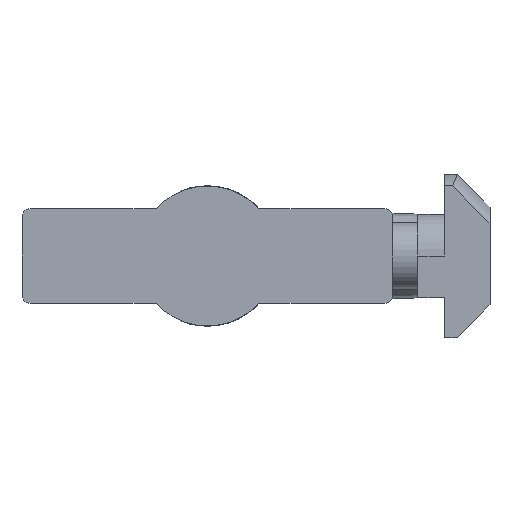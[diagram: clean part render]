
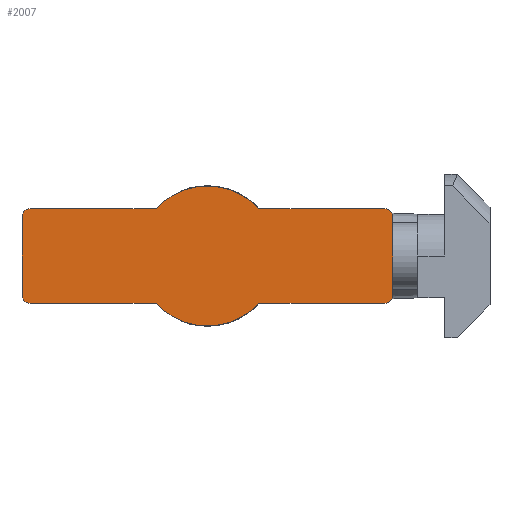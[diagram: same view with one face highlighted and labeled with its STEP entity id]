
A CAD part, front view. The second image highlights one B-rep face of the part: STEP entity #2007.
In plain terms, the highlighted planar face has unit normal (0, -1, 0).
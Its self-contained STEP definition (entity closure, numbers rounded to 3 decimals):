
#71 = LINE ( 'NONE', #4073, #2553 ) ;
#149 = EDGE_CURVE ( 'NONE', #5330, #7799, #2047, .T. ) ;
#342 = EDGE_CURVE ( 'NONE', #5948, #6758, #7527, .T. ) ;
#512 = AXIS2_PLACEMENT_3D ( 'NONE', #3547, #2801, #2088 ) ;
#527 = EDGE_CURVE ( 'NONE', #5073, #3468, #7624, .T. ) ;
#528 = CIRCLE ( 'NONE', #4908, 8.4 ) ;
#805 = EDGE_CURVE ( 'NONE', #1434, #4857, #9175, .T. ) ;
#860 = DIRECTION ( 'NONE',  ( 1., 0., 0. ) ) ;
#882 = CARTESIAN_POINT ( 'NONE',  ( 6.17, -30., -5.7 ) ) ;
#908 = DIRECTION ( 'NONE',  ( 0., 0., -1. ) ) ;
#940 = AXIS2_PLACEMENT_3D ( 'NONE', #6085, #1797, #2512 ) ;
#977 = CARTESIAN_POINT ( 'NONE',  ( -21.3, -30., -5.7 ) ) ;
#1021 = PLANE ( 'NONE',  #940 ) ;
#1271 = VERTEX_POINT ( 'NONE', #5118 ) ;
#1418 = EDGE_CURVE ( 'NONE', #2798, #1271, #2397, .T. ) ;
#1434 = VERTEX_POINT ( 'NONE', #4727 ) ;
#1592 = EDGE_CURVE ( 'NONE', #1271, #5107, #1743, .T. ) ;
#1743 = CIRCLE ( 'NONE', #8048, 8.4 ) ;
#1782 = AXIS2_PLACEMENT_3D ( 'NONE', #8452, #7867, #6327 ) ;
#1797 = DIRECTION ( 'NONE',  ( 0., 1., 0. ) ) ;
#1908 = DIRECTION ( 'NONE',  ( 0., 1., 0. ) ) ;
#1955 = VECTOR ( 'NONE', #2396, 1000. ) ;
#1987 = DIRECTION ( 'NONE',  ( -1., 0., 0. ) ) ;
#2007 = ADVANCED_FACE ( 'NONE', ( #3876 ), #1021, .F. ) ;
#2027 = EDGE_CURVE ( 'NONE', #4110, #1434, #6754, .T. ) ;
#2047 = CIRCLE ( 'NONE', #6198, 1. ) ;
#2088 = DIRECTION ( 'NONE',  ( 0., 0., -1. ) ) ;
#2201 = ORIENTED_EDGE ( 'NONE', *, *, #1418, .F. ) ;
#2284 = LINE ( 'NONE', #5993, #8183 ) ;
#2287 = ORIENTED_EDGE ( 'NONE', *, *, #8857, .F. ) ;
#2395 = CARTESIAN_POINT ( 'NONE',  ( 22.3, -30., 4.7 ) ) ;
#2396 = DIRECTION ( 'NONE',  ( 0., 0., -1. ) ) ;
#2397 = CIRCLE ( 'NONE', #5653, 8.4 ) ;
#2467 = CARTESIAN_POINT ( 'NONE',  ( -21.3, -30., 4.7 ) ) ;
#2512 = DIRECTION ( 'NONE',  ( 0., 0., 1. ) ) ;
#2553 = VECTOR ( 'NONE', #5379, 1000. ) ;
#2798 = VERTEX_POINT ( 'NONE', #882 ) ;
#2801 = DIRECTION ( 'NONE',  ( 0., 1., 0. ) ) ;
#2950 = VECTOR ( 'NONE', #860, 1000. ) ;
#3050 = CARTESIAN_POINT ( 'NONE',  ( 0., -30., 5.7 ) ) ;
#3227 = CARTESIAN_POINT ( 'NONE',  ( -6.17, -30., 5.7 ) ) ;
#3356 = ORIENTED_EDGE ( 'NONE', *, *, #4155, .F. ) ;
#3428 = VECTOR ( 'NONE', #1987, 1000. ) ;
#3461 = CARTESIAN_POINT ( 'NONE',  ( 0., -30., 0. ) ) ;
#3468 = VERTEX_POINT ( 'NONE', #7381 ) ;
#3547 = CARTESIAN_POINT ( 'NONE',  ( -21.3, -30., -4.7 ) ) ;
#3687 = CARTESIAN_POINT ( 'NONE',  ( 21.3, -30., -5.7 ) ) ;
#3876 = FACE_OUTER_BOUND ( 'NONE', #7022, .T. ) ;
#3938 = DIRECTION ( 'NONE',  ( 1., 0., 0. ) ) ;
#4020 = ORIENTED_EDGE ( 'NONE', *, *, #5461, .F. ) ;
#4044 = CARTESIAN_POINT ( 'NONE',  ( 0., -30., 0. ) ) ;
#4073 = CARTESIAN_POINT ( 'NONE',  ( -22.3, -30., 0. ) ) ;
#4110 = VERTEX_POINT ( 'NONE', #2395 ) ;
#4140 = ORIENTED_EDGE ( 'NONE', *, *, #8389, .F. ) ;
#4155 = EDGE_CURVE ( 'NONE', #5107, #5073, #2284, .T. ) ;
#4447 = VECTOR ( 'NONE', #3938, 1000. ) ;
#4508 = CARTESIAN_POINT ( 'NONE',  ( 0., -30., 0. ) ) ;
#4538 = ORIENTED_EDGE ( 'NONE', *, *, #2027, .F. ) ;
#4548 = CIRCLE ( 'NONE', #5691, 1. ) ;
#4572 = ORIENTED_EDGE ( 'NONE', *, *, #7175, .F. ) ;
#4705 = ORIENTED_EDGE ( 'NONE', *, *, #805, .F. ) ;
#4727 = CARTESIAN_POINT ( 'NONE',  ( 22.3, -30., -4.7 ) ) ;
#4857 = VERTEX_POINT ( 'NONE', #3687 ) ;
#4874 = DIRECTION ( 'NONE',  ( 0., 0., -1. ) ) ;
#4908 = AXIS2_PLACEMENT_3D ( 'NONE', #4508, #8723, #908 ) ;
#5073 = VERTEX_POINT ( 'NONE', #977 ) ;
#5107 = VERTEX_POINT ( 'NONE', #7461 ) ;
#5118 = CARTESIAN_POINT ( 'NONE',  ( 0., -30., -8.4 ) ) ;
#5148 = ORIENTED_EDGE ( 'NONE', *, *, #1592, .F. ) ;
#5330 = VERTEX_POINT ( 'NONE', #6876 ) ;
#5379 = DIRECTION ( 'NONE',  ( 0., 0., 1. ) ) ;
#5461 = EDGE_CURVE ( 'NONE', #4857, #2798, #6036, .T. ) ;
#5549 = LINE ( 'NONE', #6131, #4447 ) ;
#5582 = CARTESIAN_POINT ( 'NONE',  ( 21.3, -30., 5.7 ) ) ;
#5649 = DIRECTION ( 'NONE',  ( 0., 0., -1. ) ) ;
#5653 = AXIS2_PLACEMENT_3D ( 'NONE', #4044, #1908, #9066 ) ;
#5681 = CARTESIAN_POINT ( 'NONE',  ( 21.3, -30., 4.7 ) ) ;
#5691 = AXIS2_PLACEMENT_3D ( 'NONE', #5681, #7847, #5649 ) ;
#5752 = ORIENTED_EDGE ( 'NONE', *, *, #342, .F. ) ;
#5868 = CARTESIAN_POINT ( 'NONE',  ( -21.3, -30., 5.7 ) ) ;
#5875 = ORIENTED_EDGE ( 'NONE', *, *, #149, .F. ) ;
#5948 = VERTEX_POINT ( 'NONE', #7984 ) ;
#5993 = CARTESIAN_POINT ( 'NONE',  ( 0., -30., -5.7 ) ) ;
#5995 = CARTESIAN_POINT ( 'NONE',  ( 22.3, -30., 0. ) ) ;
#6031 = DIRECTION ( 'NONE',  ( -1., 0., 0. ) ) ;
#6036 = LINE ( 'NONE', #6332, #3428 ) ;
#6085 = CARTESIAN_POINT ( 'NONE',  ( 0., -30., 0. ) ) ;
#6131 = CARTESIAN_POINT ( 'NONE',  ( 0., -30., 5.7 ) ) ;
#6198 = AXIS2_PLACEMENT_3D ( 'NONE', #2467, #7482, #6702 ) ;
#6327 = DIRECTION ( 'NONE',  ( 0., 0., -1. ) ) ;
#6332 = CARTESIAN_POINT ( 'NONE',  ( 0., -30., -5.7 ) ) ;
#6702 = DIRECTION ( 'NONE',  ( 0., 0., -1. ) ) ;
#6754 = LINE ( 'NONE', #5995, #1955 ) ;
#6758 = VERTEX_POINT ( 'NONE', #5582 ) ;
#6876 = CARTESIAN_POINT ( 'NONE',  ( -22.3, -30., 4.7 ) ) ;
#7022 = EDGE_LOOP ( 'NONE', ( #8209, #4572, #5875, #2287, #7139, #3356, #5148, #2201, #4020, #4705, #4538, #4140, #5752 ) ) ;
#7139 = ORIENTED_EDGE ( 'NONE', *, *, #527, .F. ) ;
#7175 = EDGE_CURVE ( 'NONE', #7799, #8287, #5549, .T. ) ;
#7381 = CARTESIAN_POINT ( 'NONE',  ( -22.3, -30., -4.7 ) ) ;
#7461 = CARTESIAN_POINT ( 'NONE',  ( -6.17, -30., -5.7 ) ) ;
#7482 = DIRECTION ( 'NONE',  ( 0., 1., 0. ) ) ;
#7527 = LINE ( 'NONE', #3050, #2950 ) ;
#7624 = CIRCLE ( 'NONE', #512, 1. ) ;
#7764 = DIRECTION ( 'NONE',  ( 0., 1., 0. ) ) ;
#7799 = VERTEX_POINT ( 'NONE', #5868 ) ;
#7847 = DIRECTION ( 'NONE',  ( 0., 1., 0. ) ) ;
#7867 = DIRECTION ( 'NONE',  ( 0., 1., 0. ) ) ;
#7984 = CARTESIAN_POINT ( 'NONE',  ( 6.17, -30., 5.7 ) ) ;
#8048 = AXIS2_PLACEMENT_3D ( 'NONE', #3461, #7764, #4874 ) ;
#8183 = VECTOR ( 'NONE', #6031, 1000. ) ;
#8209 = ORIENTED_EDGE ( 'NONE', *, *, #8741, .F. ) ;
#8287 = VERTEX_POINT ( 'NONE', #3227 ) ;
#8389 = EDGE_CURVE ( 'NONE', #6758, #4110, #4548, .T. ) ;
#8452 = CARTESIAN_POINT ( 'NONE',  ( 21.3, -30., -4.7 ) ) ;
#8723 = DIRECTION ( 'NONE',  ( 0., 1., 0. ) ) ;
#8741 = EDGE_CURVE ( 'NONE', #8287, #5948, #528, .T. ) ;
#8857 = EDGE_CURVE ( 'NONE', #3468, #5330, #71, .T. ) ;
#9066 = DIRECTION ( 'NONE',  ( 0., 0., -1. ) ) ;
#9175 = CIRCLE ( 'NONE', #1782, 1. ) ;
